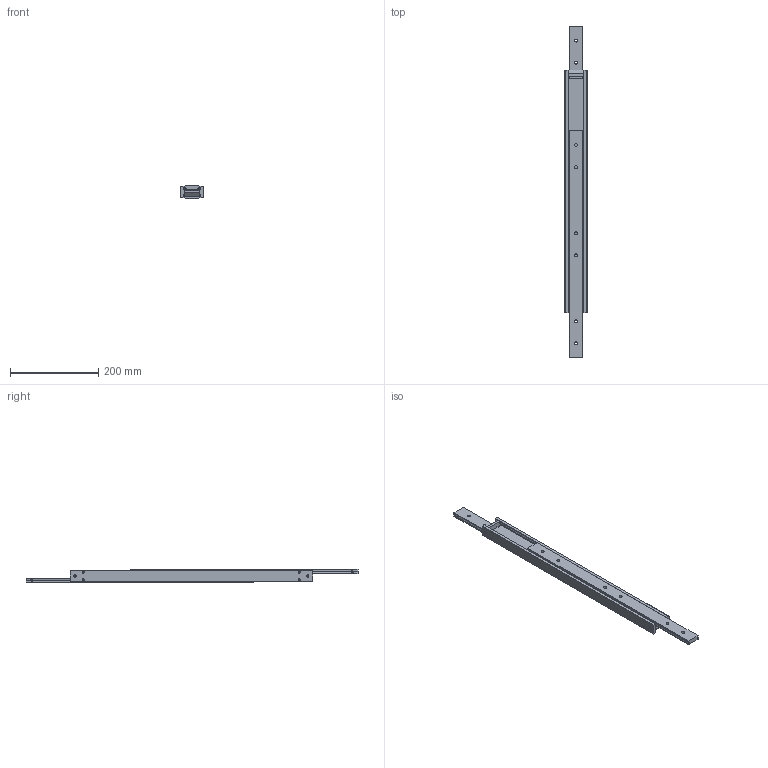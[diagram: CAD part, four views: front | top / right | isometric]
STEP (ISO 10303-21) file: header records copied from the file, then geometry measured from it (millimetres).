
FILE_DESCRIPTION(/* description */ ('SUPREME TR5030 -550/550 (30) BILEX'),/* implementation_level */ '2;1');
FILE_NAME(/* name */ '13850S08B_01.stp',/* time_stamp */ '2023-06-29T11:39:03+02:00',/* author */ ('r.groen'),/* organization */ (''),/* preprocessor_version */ 'ST-DEVELOPER v18.1',/* originating_system */ 'Autodesk Inventor 2022',/* authorisation */ '');
FILE_SCHEMA (('AUTOMOTIVE_DESIGN { 1 0 10303 214 3 1 1 }'));
Length unit declared in the file: millimetre
Products named in the file (4): 13850-S08B; 13850-S08B MAIN; 13850-S08B OUTER; 13850-SxxB STOPPER
Assembly tree (5 placements, depth 2):
  13850-S08B
    13850-S08B MAIN
    13850-S08B OUTER  x2
    13850-SxxB STOPPER  x2
Bounding box: 50 x 753 x 30 mm (x, y, z)
Volume: 575241.2 mm3; surface area: 199424.8 mm2
Topology: 5 solids, 5 shells, 120 faces, 332 edges, 224 vertices
Faces by surface type: plane 64, cylinder 52, cone 4
Full cylindrical faces by diameter (mm): 4 x4, 4.13 x8, 4.2 x4, 4.92 x4, 6.65 x12
Entity records: 3245 total; most frequent: CARTESIAN_POINT 877, DIRECTION 456, ORIENTED_EDGE 452, EDGE_CURVE 226, AXIS2_PLACEMENT_3D 159, VERTEX_POINT 154, LINE 138, VECTOR 138
